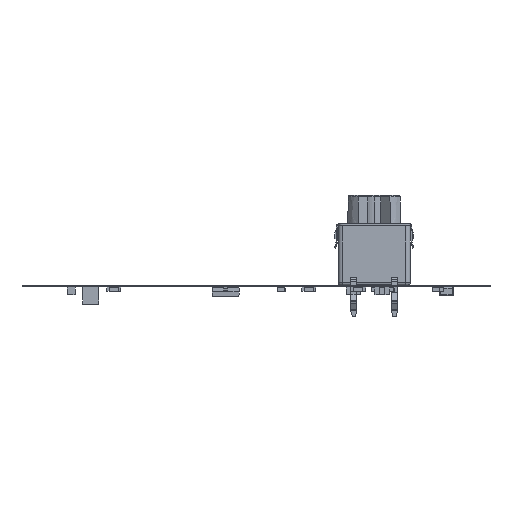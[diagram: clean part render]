
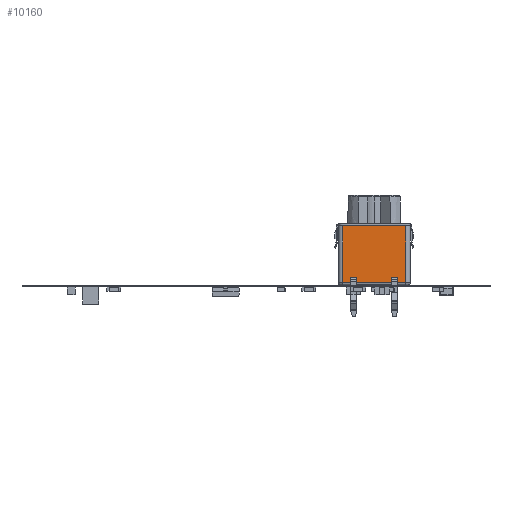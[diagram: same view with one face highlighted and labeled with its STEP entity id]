
A CAD part, left-side view. The second image highlights one B-rep face of the part: STEP entity #10160.
In plain terms, the highlighted face is planar.
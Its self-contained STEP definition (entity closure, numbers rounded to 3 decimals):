
#9531 = EDGE_CURVE('',#9532,#9534,#9536,.T.);
#9532 = VERTEX_POINT('',#9533);
#9533 = CARTESIAN_POINT('',(2.6,0.6,-4.));
#9534 = VERTEX_POINT('',#9535);
#9535 = CARTESIAN_POINT('',(1.9,0.6,-4.));
#9536 = LINE('',#9537,#9538);
#9537 = CARTESIAN_POINT('',(0.,0.6,-4.));
#9538 = VECTOR('',#9539,1.);
#9539 = DIRECTION('',(-1.,0.,0.));
#9572 = EDGE_CURVE('',#9573,#9534,#9575,.T.);
#9573 = VERTEX_POINT('',#9574);
#9574 = CARTESIAN_POINT('',(1.9,0.9,-4.));
#9575 = LINE('',#9576,#9577);
#9576 = CARTESIAN_POINT('',(1.9,6.6,-4.));
#9577 = VECTOR('',#9578,1.);
#9578 = DIRECTION('',(0.,-1.,0.));
#9603 = VERTEX_POINT('',#9604);
#9604 = CARTESIAN_POINT('',(2.6,0.9,-4.));
#9612 = EDGE_CURVE('',#9532,#9603,#9613,.T.);
#9613 = LINE('',#9614,#9615);
#9614 = CARTESIAN_POINT('',(2.6,6.6,-4.));
#9615 = VECTOR('',#9616,1.);
#9616 = DIRECTION('',(0.,1.,0.));
#9634 = EDGE_CURVE('',#9603,#9573,#9635,.T.);
#9635 = LINE('',#9636,#9637);
#9636 = CARTESIAN_POINT('',(0.,0.9,-4.));
#9637 = VECTOR('',#9638,1.);
#9638 = DIRECTION('',(-1.,0.,0.));
#10160 = ADVANCED_FACE('',(#10161,#10195,#10229),#10235,.F.);
#10161 = FACE_BOUND('',#10162,.T.);
#10162 = EDGE_LOOP('',(#10163,#10173,#10181,#10189));
#10163 = ORIENTED_EDGE('',*,*,#10164,.F.);
#10164 = EDGE_CURVE('',#10165,#10167,#10169,.T.);
#10165 = VERTEX_POINT('',#10166);
#10166 = CARTESIAN_POINT('',(3.5,0.3,-4.));
#10167 = VERTEX_POINT('',#10168);
#10168 = CARTESIAN_POINT('',(3.5,6.6,-4.));
#10169 = LINE('',#10170,#10171);
#10170 = CARTESIAN_POINT('',(3.5,6.6,-4.));
#10171 = VECTOR('',#10172,1.);
#10172 = DIRECTION('',(0.,1.,0.));
#10173 = ORIENTED_EDGE('',*,*,#10174,.T.);
#10174 = EDGE_CURVE('',#10165,#10175,#10177,.T.);
#10175 = VERTEX_POINT('',#10176);
#10176 = CARTESIAN_POINT('',(-3.5,0.3,-4.));
#10177 = LINE('',#10178,#10179);
#10178 = CARTESIAN_POINT('',(0.,0.3,-4.));
#10179 = VECTOR('',#10180,1.);
#10180 = DIRECTION('',(-1.,0.,0.));
#10181 = ORIENTED_EDGE('',*,*,#10182,.T.);
#10182 = EDGE_CURVE('',#10175,#10183,#10185,.T.);
#10183 = VERTEX_POINT('',#10184);
#10184 = CARTESIAN_POINT('',(-3.5,6.6,-4.));
#10185 = LINE('',#10186,#10187);
#10186 = CARTESIAN_POINT('',(-3.5,6.6,-4.));
#10187 = VECTOR('',#10188,1.);
#10188 = DIRECTION('',(0.,1.,0.));
#10189 = ORIENTED_EDGE('',*,*,#10190,.F.);
#10190 = EDGE_CURVE('',#10167,#10183,#10191,.T.);
#10191 = LINE('',#10192,#10193);
#10192 = CARTESIAN_POINT('',(0.,6.6,-4.));
#10193 = VECTOR('',#10194,1.);
#10194 = DIRECTION('',(-1.,0.,0.));
#10195 = FACE_BOUND('',#10196,.T.);
#10196 = EDGE_LOOP('',(#10197,#10207,#10215,#10223));
#10197 = ORIENTED_EDGE('',*,*,#10198,.F.);
#10198 = EDGE_CURVE('',#10199,#10201,#10203,.T.);
#10199 = VERTEX_POINT('',#10200);
#10200 = CARTESIAN_POINT('',(-1.9,0.6,-4.));
#10201 = VERTEX_POINT('',#10202);
#10202 = CARTESIAN_POINT('',(-2.6,0.6,-4.));
#10203 = LINE('',#10204,#10205);
#10204 = CARTESIAN_POINT('',(0.,0.6,-4.));
#10205 = VECTOR('',#10206,1.);
#10206 = DIRECTION('',(-1.,0.,0.));
#10207 = ORIENTED_EDGE('',*,*,#10208,.T.);
#10208 = EDGE_CURVE('',#10199,#10209,#10211,.T.);
#10209 = VERTEX_POINT('',#10210);
#10210 = CARTESIAN_POINT('',(-1.9,0.9,-4.));
#10211 = LINE('',#10212,#10213);
#10212 = CARTESIAN_POINT('',(-1.9,6.6,-4.));
#10213 = VECTOR('',#10214,1.);
#10214 = DIRECTION('',(0.,1.,0.));
#10215 = ORIENTED_EDGE('',*,*,#10216,.T.);
#10216 = EDGE_CURVE('',#10209,#10217,#10219,.T.);
#10217 = VERTEX_POINT('',#10218);
#10218 = CARTESIAN_POINT('',(-2.6,0.9,-4.));
#10219 = LINE('',#10220,#10221);
#10220 = CARTESIAN_POINT('',(0.,0.9,-4.));
#10221 = VECTOR('',#10222,1.);
#10222 = DIRECTION('',(-1.,0.,0.));
#10223 = ORIENTED_EDGE('',*,*,#10224,.T.);
#10224 = EDGE_CURVE('',#10217,#10201,#10225,.T.);
#10225 = LINE('',#10226,#10227);
#10226 = CARTESIAN_POINT('',(-2.6,6.6,-4.));
#10227 = VECTOR('',#10228,1.);
#10228 = DIRECTION('',(0.,-1.,0.));
#10229 = FACE_BOUND('',#10230,.T.);
#10230 = EDGE_LOOP('',(#10231,#10232,#10233,#10234));
#10231 = ORIENTED_EDGE('',*,*,#9531,.F.);
#10232 = ORIENTED_EDGE('',*,*,#9612,.T.);
#10233 = ORIENTED_EDGE('',*,*,#9634,.T.);
#10234 = ORIENTED_EDGE('',*,*,#9572,.T.);
#10235 = PLANE('',#10236);
#10236 = AXIS2_PLACEMENT_3D('',#10237,#10238,#10239);
#10237 = CARTESIAN_POINT('',(0.,6.6,-4.));
#10238 = DIRECTION('',(0.,0.,1.));
#10239 = DIRECTION('',(1.,0.,0.));
